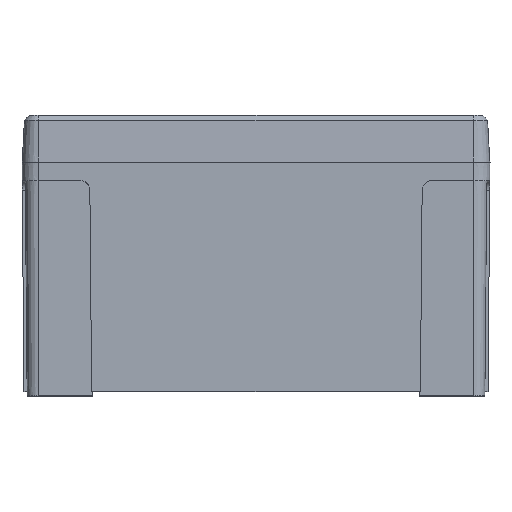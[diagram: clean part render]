
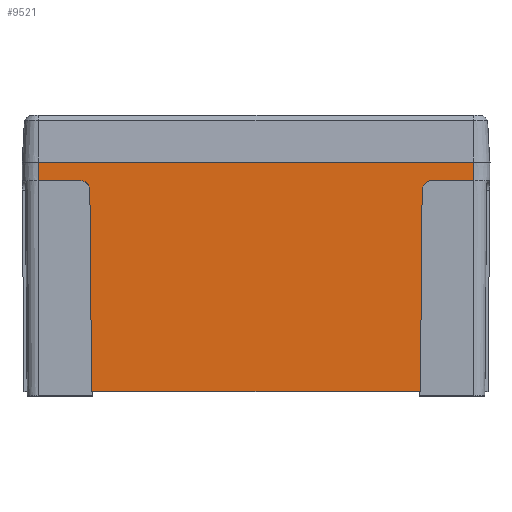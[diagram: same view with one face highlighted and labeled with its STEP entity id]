
A CAD part, top view. The second image highlights one B-rep face of the part: STEP entity #9521.
In plain terms, the highlighted planar face has unit normal (0, -0.009, 1).
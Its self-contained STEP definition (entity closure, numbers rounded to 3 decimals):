
#142 = VECTOR ( 'NONE', #1950, 1000. ) ;
#164 = LINE ( 'NONE', #1246, #9073 ) ;
#230 = CARTESIAN_POINT ( 'NONE',  ( -35.533, -5.983, 49.998 ) ) ;
#239 = VERTEX_POINT ( 'NONE', #4382 ) ;
#254 = ORIENTED_EDGE ( 'NONE', *, *, #5384, .T. ) ;
#354 = DIRECTION ( 'NONE',  ( 0., -1., -0.009 ) ) ;
#359 = CARTESIAN_POINT ( 'NONE',  ( -35.533, -5.983, 49.998 ) ) ;
#371 = EDGE_CURVE ( 'NONE', #5845, #4305, #9462, .T. ) ;
#603 = LINE ( 'NONE', #2412, #718 ) ;
#610 = VECTOR ( 'NONE', #1796, 1000. ) ;
#718 = VECTOR ( 'NONE', #4509, 1000. ) ;
#1246 = CARTESIAN_POINT ( 'NONE',  ( -46.55, 0., 50.05 ) ) ;
#1356 = ORIENTED_EDGE ( 'NONE', *, *, #2628, .T. ) ;
#1796 = DIRECTION ( 'NONE',  ( 1., 0., 0. ) ) ;
#1830 = EDGE_CURVE ( 'NONE', #11071, #8166, #8693, .T. ) ;
#1950 = DIRECTION ( 'NONE',  ( -1., 0., 0. ) ) ;
#2114 =( BOUNDED_CURVE ( )  B_SPLINE_CURVE ( 3, ( #11188, #11307, #6416, #10160 ),
 .UNSPECIFIED., .F., .T. ) 
 B_SPLINE_CURVE_WITH_KNOTS ( ( 4, 4 ),
 ( 1.58, 3.142 ),
 .UNSPECIFIED. ) 
 CURVE ( )  GEOMETRIC_REPRESENTATION_ITEM ( )  RATIONAL_B_SPLINE_CURVE ( ( 1., 0.807, 0.807, 1. ) ) 
 REPRESENTATION_ITEM ( '' )  );
#2173 = ORIENTED_EDGE ( 'NONE', *, *, #1830, .F. ) ;
#2178 = CARTESIAN_POINT ( 'NONE',  ( 37.533, -4., 50.015 ) ) ;
#2412 = CARTESIAN_POINT ( 'NONE',  ( -46.55, 0., 50.05 ) ) ;
#2456 = VERTEX_POINT ( 'NONE', #4420 ) ;
#2628 = EDGE_CURVE ( 'NONE', #2456, #239, #3773, .T. ) ;
#2946 = EDGE_CURVE ( 'NONE', #8514, #9703, #9545, .T. ) ;
#3070 = CARTESIAN_POINT ( 'NONE',  ( -37.533, -4., 50.015 ) ) ;
#3214 = VECTOR ( 'NONE', #9671, 1000. ) ;
#3309 = ORIENTED_EDGE ( 'NONE', *, *, #9424, .F. ) ;
#3629 = CARTESIAN_POINT ( 'NONE',  ( -46.55, -4., 50.015 ) ) ;
#3637 = ORIENTED_EDGE ( 'NONE', *, *, #2946, .F. ) ;
#3773 = LINE ( 'NONE', #9705, #9982 ) ;
#4147 = AXIS2_PLACEMENT_3D ( 'NONE', #7219, #9156, #354 ) ;
#4305 = VERTEX_POINT ( 'NONE', #3070 ) ;
#4313 = DIRECTION ( 'NONE',  ( 1., 0., 0. ) ) ;
#4382 = CARTESIAN_POINT ( 'NONE',  ( 46.55, 0., 50.05 ) ) ;
#4398 = EDGE_LOOP ( 'NONE', ( #3637, #8969, #11310, #1356, #3309, #6475, #8194, #12029, #2173, #254 ) ) ;
#4420 = CARTESIAN_POINT ( 'NONE',  ( 46.55, -4., 50.015 ) ) ;
#4509 = DIRECTION ( 'NONE',  ( 0., 1., 0.009 ) ) ;
#4900 = DIRECTION ( 'NONE',  ( 1., 0., 0. ) ) ;
#5205 = CARTESIAN_POINT ( 'NONE',  ( -46.55, -49., 49.622 ) ) ;
#5384 = EDGE_CURVE ( 'NONE', #11071, #9703, #7153, .T. ) ;
#5683 = EDGE_CURVE ( 'NONE', #8514, #11625, #2114, .T. ) ;
#5733 = CARTESIAN_POINT ( 'NONE',  ( -46.55, 0., 50.05 ) ) ;
#5845 = VERTEX_POINT ( 'NONE', #7773 ) ;
#6190 = FACE_OUTER_BOUND ( 'NONE', #4398, .T. ) ;
#6416 = CARTESIAN_POINT ( 'NONE',  ( 36.369, -4., 50.015 ) ) ;
#6475 = ORIENTED_EDGE ( 'NONE', *, *, #7148, .F. ) ;
#7148 = EDGE_CURVE ( 'NONE', #5845, #10074, #603, .T. ) ;
#7153 = LINE ( 'NONE', #5205, #11338 ) ;
#7166 = CARTESIAN_POINT ( 'NONE',  ( -35.543, -4.819, 50.008 ) ) ;
#7219 = CARTESIAN_POINT ( 'NONE',  ( -46.55, 0., 50.05 ) ) ;
#7773 = CARTESIAN_POINT ( 'NONE',  ( -46.55, -4., 50.015 ) ) ;
#7894 = DIRECTION ( 'NONE',  ( 0., 1., 0.009 ) ) ;
#7951 = EDGE_CURVE ( 'NONE', #2456, #11625, #10710, .T. ) ;
#8166 = VERTEX_POINT ( 'NONE', #230 ) ;
#8194 = ORIENTED_EDGE ( 'NONE', *, *, #371, .T. ) ;
#8455 = DIRECTION ( 'NONE',  ( -0.009, -1., -0.009 ) ) ;
#8514 = VERTEX_POINT ( 'NONE', #12584 ) ;
#8693 = LINE ( 'NONE', #11658, #3214 ) ;
#8852 = EDGE_CURVE ( 'NONE', #4305, #8166, #10558, .T. ) ;
#8969 = ORIENTED_EDGE ( 'NONE', *, *, #5683, .T. ) ;
#9073 = VECTOR ( 'NONE', #4900, 1000. ) ;
#9156 = DIRECTION ( 'NONE',  ( 0., -0.009, 1. ) ) ;
#9161 = CARTESIAN_POINT ( 'NONE',  ( -37.533, -4., 50.015 ) ) ;
#9424 = EDGE_CURVE ( 'NONE', #10074, #239, #164, .T. ) ;
#9462 = LINE ( 'NONE', #10548, #610 ) ;
#9487 = CARTESIAN_POINT ( 'NONE',  ( 35.579, -0.717, 50.044 ) ) ;
#9521 = ADVANCED_FACE ( 'NONE', ( #6190 ), #10125, .T. ) ;
#9545 = LINE ( 'NONE', #9487, #10386 ) ;
#9671 = DIRECTION ( 'NONE',  ( -0.009, 1., 0.009 ) ) ;
#9703 = VERTEX_POINT ( 'NONE', #12374 ) ;
#9705 = CARTESIAN_POINT ( 'NONE',  ( 46.55, 0., 50.05 ) ) ;
#9982 = VECTOR ( 'NONE', #7894, 1000. ) ;
#10074 = VERTEX_POINT ( 'NONE', #5733 ) ;
#10125 = PLANE ( 'NONE',  #4147 ) ;
#10160 = CARTESIAN_POINT ( 'NONE',  ( 37.533, -4., 50.015 ) ) ;
#10386 = VECTOR ( 'NONE', #8455, 1000. ) ;
#10548 = CARTESIAN_POINT ( 'NONE',  ( -46.55, -4., 50.015 ) ) ;
#10558 =( BOUNDED_CURVE ( )  B_SPLINE_CURVE ( 3, ( #9161, #12059, #7166, #359 ),
 .UNSPECIFIED., .F., .T. ) 
 B_SPLINE_CURVE_WITH_KNOTS ( ( 4, 4 ),
 ( 3.142, 4.704 ),
 .UNSPECIFIED. ) 
 CURVE ( )  GEOMETRIC_REPRESENTATION_ITEM ( )  RATIONAL_B_SPLINE_CURVE ( ( 1., 0.807, 0.807, 1. ) ) 
 REPRESENTATION_ITEM ( '' )  );
#10710 = LINE ( 'NONE', #3629, #142 ) ;
#11071 = VERTEX_POINT ( 'NONE', #11783 ) ;
#11188 = CARTESIAN_POINT ( 'NONE',  ( 35.533, -5.983, 49.998 ) ) ;
#11307 = CARTESIAN_POINT ( 'NONE',  ( 35.543, -4.819, 50.008 ) ) ;
#11310 = ORIENTED_EDGE ( 'NONE', *, *, #7951, .F. ) ;
#11338 = VECTOR ( 'NONE', #4313, 1000. ) ;
#11625 = VERTEX_POINT ( 'NONE', #2178 ) ;
#11658 = CARTESIAN_POINT ( 'NONE',  ( -35.586, 0.096, 50.051 ) ) ;
#11783 = CARTESIAN_POINT ( 'NONE',  ( -35.157, -49., 49.622 ) ) ;
#12029 = ORIENTED_EDGE ( 'NONE', *, *, #8852, .T. ) ;
#12059 = CARTESIAN_POINT ( 'NONE',  ( -36.369, -4., 50.015 ) ) ;
#12374 = CARTESIAN_POINT ( 'NONE',  ( 35.157, -49., 49.622 ) ) ;
#12584 = CARTESIAN_POINT ( 'NONE',  ( 35.533, -5.983, 49.998 ) ) ;
